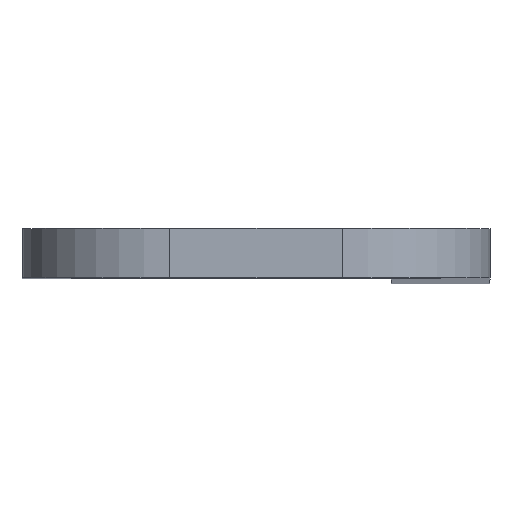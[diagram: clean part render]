
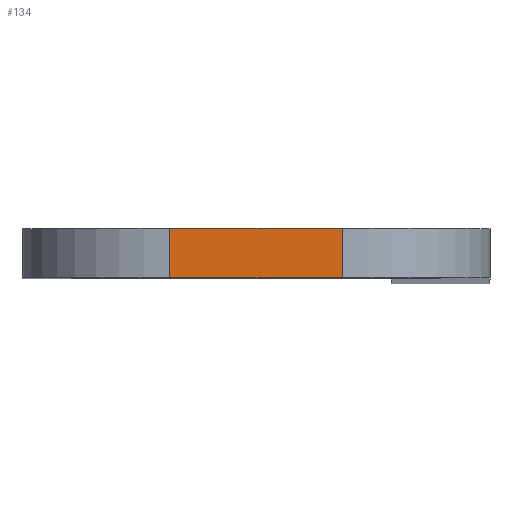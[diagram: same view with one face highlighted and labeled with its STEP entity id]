
A CAD part, top view. The second image highlights one B-rep face of the part: STEP entity #134.
In plain terms, the highlighted planar face has unit normal (0, 0, 1).
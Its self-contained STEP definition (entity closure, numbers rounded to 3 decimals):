
#35 = LINE ( 'NONE', #235, #148 ) ;
#48 = DIRECTION ( 'NONE',  ( 0., -1., 0. ) ) ;
#60 = DIRECTION ( 'NONE',  ( 0., 0., -1. ) ) ;
#90 = CARTESIAN_POINT ( 'NONE',  ( -47.5, 10., 70. ) ) ;
#91 = VECTOR ( 'NONE', #119, 1000. ) ;
#119 = DIRECTION ( 'NONE',  ( 0., 1., 0. ) ) ;
#134 = ADVANCED_FACE ( 'NONE', ( #727 ), #466, .F. ) ;
#137 = ORIENTED_EDGE ( 'NONE', *, *, #261, .F. ) ;
#148 = VECTOR ( 'NONE', #502, 1000. ) ;
#189 = DIRECTION ( 'NONE',  ( -1., 0., 0. ) ) ;
#192 = VERTEX_POINT ( 'NONE', #739 ) ;
#226 = CARTESIAN_POINT ( 'NONE',  ( -17.5, 10., 70. ) ) ;
#235 = CARTESIAN_POINT ( 'NONE',  ( -47.5, 0., 70. ) ) ;
#261 = EDGE_CURVE ( 'NONE', #284, #519, #557, .T. ) ;
#266 = ORIENTED_EDGE ( 'NONE', *, *, #520, .T. ) ;
#284 = VERTEX_POINT ( 'NONE', #226 ) ;
#316 = VECTOR ( 'NONE', #551, 1000. ) ;
#377 = CARTESIAN_POINT ( 'NONE',  ( 17.5, 10., 70. ) ) ;
#392 = CARTESIAN_POINT ( 'NONE',  ( -47.5, 10., 70. ) ) ;
#428 = CARTESIAN_POINT ( 'NONE',  ( -17.5, 0., 70. ) ) ;
#445 = CARTESIAN_POINT ( 'NONE',  ( 17.5, 10., 70. ) ) ;
#466 = PLANE ( 'NONE',  #710 ) ;
#502 = DIRECTION ( 'NONE',  ( 1., 0., 0. ) ) ;
#503 = EDGE_CURVE ( 'NONE', #758, #192, #35, .T. ) ;
#519 = VERTEX_POINT ( 'NONE', #377 ) ;
#520 = EDGE_CURVE ( 'NONE', #284, #758, #731, .T. ) ;
#535 = LINE ( 'NONE', #445, #91 ) ;
#551 = DIRECTION ( 'NONE',  ( 1., 0., 0. ) ) ;
#557 = LINE ( 'NONE', #90, #316 ) ;
#583 = EDGE_CURVE ( 'NONE', #192, #519, #535, .T. ) ;
#590 = VECTOR ( 'NONE', #48, 1000. ) ;
#592 = ORIENTED_EDGE ( 'NONE', *, *, #503, .T. ) ;
#605 = EDGE_LOOP ( 'NONE', ( #592, #857, #137, #266 ) ) ;
#710 = AXIS2_PLACEMENT_3D ( 'NONE', #392, #60, #189 ) ;
#727 = FACE_OUTER_BOUND ( 'NONE', #605, .T. ) ;
#731 = LINE ( 'NONE', #808, #590 ) ;
#739 = CARTESIAN_POINT ( 'NONE',  ( 17.5, 0., 70. ) ) ;
#758 = VERTEX_POINT ( 'NONE', #428 ) ;
#808 = CARTESIAN_POINT ( 'NONE',  ( -17.5, 10., 70. ) ) ;
#857 = ORIENTED_EDGE ( 'NONE', *, *, #583, .T. ) ;
